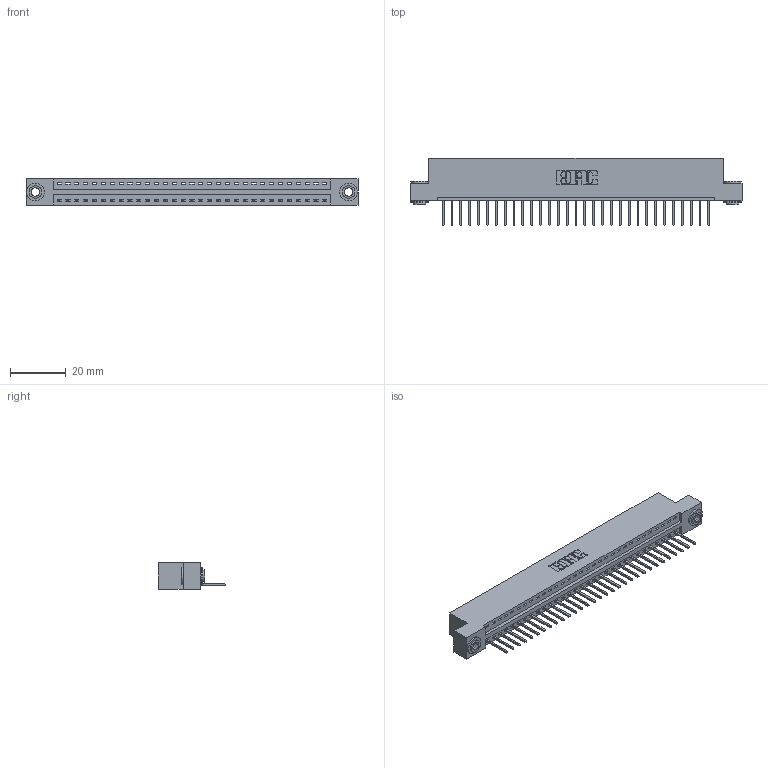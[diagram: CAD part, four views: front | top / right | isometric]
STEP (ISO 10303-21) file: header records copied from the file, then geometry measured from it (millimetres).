
FILE_DESCRIPTION (( 'STEP AP203' ), '1' );
FILE_NAME ('346-031-526-103.STEP', '2022-05-06T16:55:28', ( '' ), ( '' ), 'SwSTEP 2.0', 'SolidWorks 2020', '' );
FILE_SCHEMA (( 'CONFIG_CONTROL_DESIGN' ));
Length unit declared in the file: inch
Products named in the file (4): 345-292-001_345-293-126; 346-031-526-103; 346 Part_Flush Mounting Lugs - 0.156 Dia-TH; 345-250-002_345-250-002-102
Assembly tree (34 placements, depth 2):
  346-031-526-103
    346 Part_Flush Mounting Lugs - 0.156 Dia-TH
    345-292-001_345-293-126  x31
    345-250-002_345-250-002-102  x2
Bounding box: 119 x 24.13 x 9.4 mm (x, y, z)
Volume: 11291.7 mm3; surface area: 14215.7 mm2
Topology: 34 solids, 34 shells, 1972 faces, 5897 edges, 3886 vertices
Faces by surface type: plane 1340, cylinder 624, cone 8
Entity records: 21804 total; most frequent: CARTESIAN_POINT 3722, ORIENTED_EDGE 3678, DIRECTION 3327, EDGE_CURVE 1839, VECTOR 1559, LINE 1559, VERTEX_POINT 1222, AXIS2_PLACEMENT_3D 884
